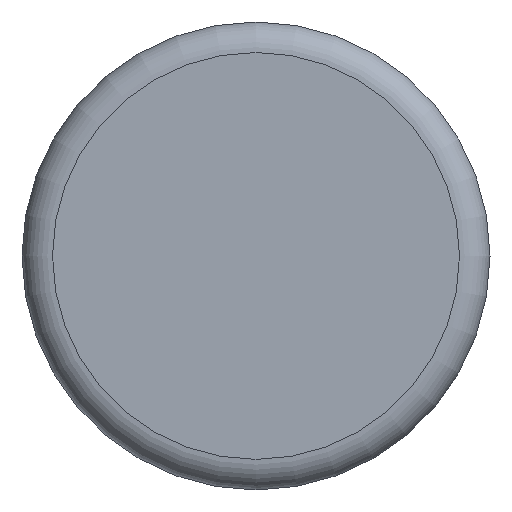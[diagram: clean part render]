
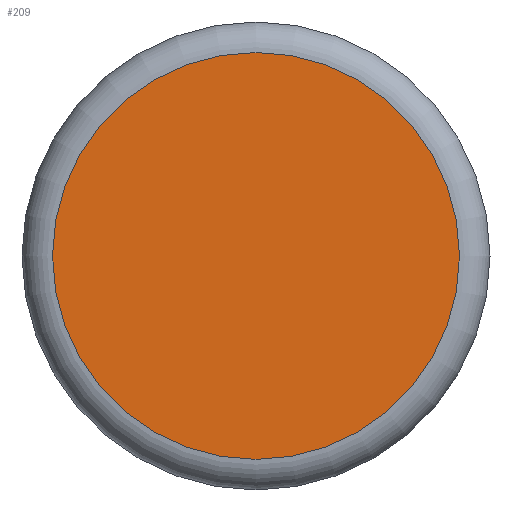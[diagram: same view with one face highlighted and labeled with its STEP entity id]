
A CAD part, top view. The second image highlights one B-rep face of the part: STEP entity #209.
In plain terms, the highlighted planar face has unit normal (0, 0, 1).
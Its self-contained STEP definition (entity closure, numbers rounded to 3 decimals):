
#209 = ADVANCED_FACE( '', ( #496 ), #497, .F. );
#496 = FACE_OUTER_BOUND( '', #903, .T. );
#497 = PLANE( '', #904 );
#903 = EDGE_LOOP( '', ( #2301 ) );
#904 = AXIS2_PLACEMENT_3D( '', #2302, #2303, #2304 );
#2301 = ORIENTED_EDGE( '', *, *, #3002, .T. );
#2302 = CARTESIAN_POINT( '', ( 0., 11.5, 55. ) );
#2303 = DIRECTION( '', ( 0., 0., -1. ) );
#2304 = DIRECTION( '', ( -1., 0., 0. ) );
#3002 = EDGE_CURVE( '', #3434, #3434, #3435, .F. );
#3434 = VERTEX_POINT( '', #4348 );
#3435 = CIRCLE( '', #4349, 9.991 );
#4348 = CARTESIAN_POINT( '', ( -9.991, 0., 55. ) );
#4349 = AXIS2_PLACEMENT_3D( '', #5043, #5044, #5045 );
#5043 = CARTESIAN_POINT( '', ( 0., 0., 55. ) );
#5044 = DIRECTION( '', ( 0., 0., -1. ) );
#5045 = DIRECTION( '', ( -1., 0., 0. ) );
